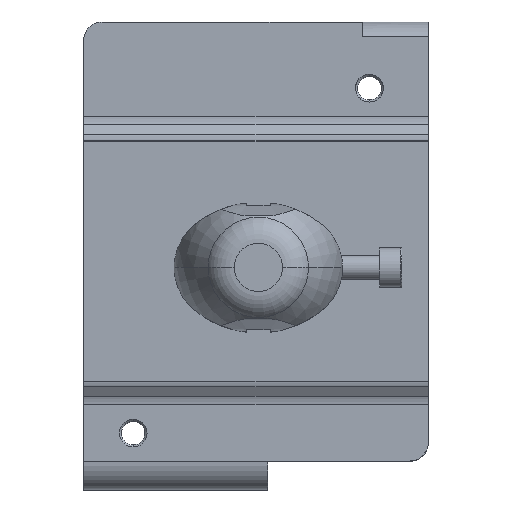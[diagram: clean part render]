
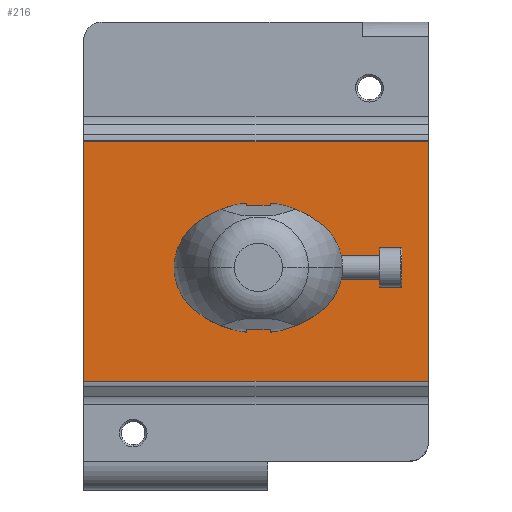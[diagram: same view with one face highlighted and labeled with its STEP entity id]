
A CAD part, top view. The second image highlights one B-rep face of the part: STEP entity #216.
In plain terms, the highlighted planar face has unit normal (0, 0, 1).
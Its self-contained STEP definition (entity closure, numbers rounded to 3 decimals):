
#216=ADVANCED_FACE('',(#559,#560),#561,.T.);
#559=FACE_BOUND('',#928,.T.);
#560=FACE_OUTER_BOUND('',#929,.T.);
#561=PLANE('',#930);
#928=EDGE_LOOP('',(#2303,#2304));
#929=EDGE_LOOP('',(#2305,#2306,#2307,#2308));
#930=AXIS2_PLACEMENT_3D('',#2309,#2310,#2311);
#2303=ORIENTED_EDGE('',*,*,#2742,.T.);
#2304=ORIENTED_EDGE('',*,*,#2667,.T.);
#2305=ORIENTED_EDGE('',*,*,#2821,.F.);
#2306=ORIENTED_EDGE('',*,*,#2922,.T.);
#2307=ORIENTED_EDGE('',*,*,#2877,.F.);
#2308=ORIENTED_EDGE('',*,*,#2923,.F.);
#2309=CARTESIAN_POINT('',(-38.0,1.324,4.503));
#2310=DIRECTION('',(0.,0.0,1.0));
#2311=DIRECTION('',(0.0,-1.0,0.0));
#2667=EDGE_CURVE('',#3285,#3289,#3291,.T.);
#2742=EDGE_CURVE('',#3289,#3285,#3408,.T.);
#2821=EDGE_CURVE('',#3543,#3545,#3546,.T.);
#2877=EDGE_CURVE('',#3640,#3642,#3643,.T.);
#2922=EDGE_CURVE('',#3543,#3642,#3697,.T.);
#2923=EDGE_CURVE('',#3545,#3640,#3698,.T.);
#3285=VERTEX_POINT('',#5103);
#3289=VERTEX_POINT('',#5108);
#3291=CIRCLE('',#5111,9.75);
#3408=CIRCLE('',#5260,9.75);
#3543=VERTEX_POINT('',#5465);
#3545=VERTEX_POINT('',#5467);
#3546=LINE('',#5468,#5469);
#3640=VERTEX_POINT('',#5604);
#3642=VERTEX_POINT('',#5606);
#3643=LINE('',#5607,#5608);
#3697=LINE('',#5700,#5701);
#3698=LINE('',#5702,#5703);
#5103=CARTESIAN_POINT('',(-9.75,0.,4.503));
#5108=CARTESIAN_POINT('',(9.75,0.0,4.503));
#5111=AXIS2_PLACEMENT_3D('',#6080,#6081,#6082);
#5260=AXIS2_PLACEMENT_3D('',#6241,#6242,#6243);
#5465=CARTESIAN_POINT('',(-37.0,-24.063,4.503));
#5467=CARTESIAN_POINT('',(-37.0,26.711,4.503));
#5468=CARTESIAN_POINT('',(-37.0,0.662,4.503));
#5469=VECTOR('',#6377,1.0);
#5604=CARTESIAN_POINT('',(36.,26.711,4.503));
#5606=CARTESIAN_POINT('',(36.,-24.063,4.503));
#5607=CARTESIAN_POINT('',(36.,4.678,4.503));
#5608=VECTOR('',#6475,1.0);
#5700=CARTESIAN_POINT('',(-38.0,-24.063,4.503));
#5701=VECTOR('',#6532,1.0);
#5702=CARTESIAN_POINT('',(-38.0,26.711,4.503));
#5703=VECTOR('',#6533,1.0);
#6080=CARTESIAN_POINT('',(0.0,0.0,4.503));
#6081=DIRECTION('',(0.,0.0,-1.0));
#6082=DIRECTION('',(-1.0,0.0,0.));
#6241=CARTESIAN_POINT('',(0.0,0.0,4.503));
#6242=DIRECTION('',(0.,0.0,-1.0));
#6243=DIRECTION('',(-1.0,0.0,0.));
#6377=DIRECTION('',(0.,1.0,0.));
#6475=DIRECTION('',(0.0,-1.0,0.0));
#6532=DIRECTION('',(1.0,0.0,0.));
#6533=DIRECTION('',(1.0,0.0,0.));
